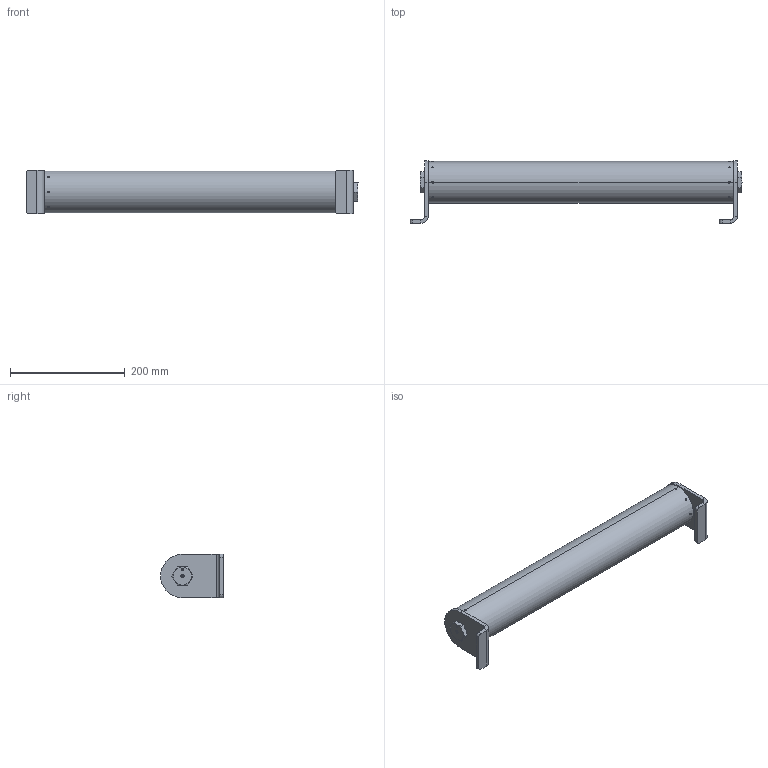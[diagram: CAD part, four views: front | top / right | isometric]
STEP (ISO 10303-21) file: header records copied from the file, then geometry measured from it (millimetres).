
FILE_DESCRIPTION (( 'STEP AP214' ), '1' );
FILE_NAME ('702353.STEP', '2024-05-22T15:08:48', ( '' ), ( '' ), 'SwSTEP 2.0', 'SolidWorks 2021', '' );
FILE_SCHEMA (( 'AUTOMOTIVE_DESIGN' ));
Length unit declared in the file: inch
Products named in the file (13): 23602_23602; 340012_-001 SET; 150E RTV SEALER^340012; 180020; 35898_35898; 9399_9399; 11379_FIT .125 HOLE; 360025; 702353; 130009_-006; 11378_CRIMPED; 210008_-001
Assembly tree (28 placements, depth 3):
  702353
    360025
      130009_-006
      23602_23602  x16
    180020
    180020
    340012_-001 SET
      11378_CRIMPED
      210008_-001
      150E RTV SEALER^340012
    11379_FIT .125 HOLE  x2
    35898_35898
    9399_9399
Bounding box: 579.42 x 109.47 x 76.2 mm (x, y, z)
Volume: 512343.2 mm3; surface area: 290903.8 mm2
Topology: 30 solids, 30 shells, 1935 faces, 5547 edges, 3696 vertices
Faces by surface type: cylinder 820, plane 489, sphere 326, bspline 192, cone 106, torus 2
Entity records: 15023 total; most frequent: CARTESIAN_POINT 5356, ORIENTED_EDGE 1662, DIRECTION 1513, EDGE_CURVE 831, AXIS2_PLACEMENT_3D 610, VERTEX_POINT 531, EDGE_LOOP 376, FACE_OUTER_BOUND 324
